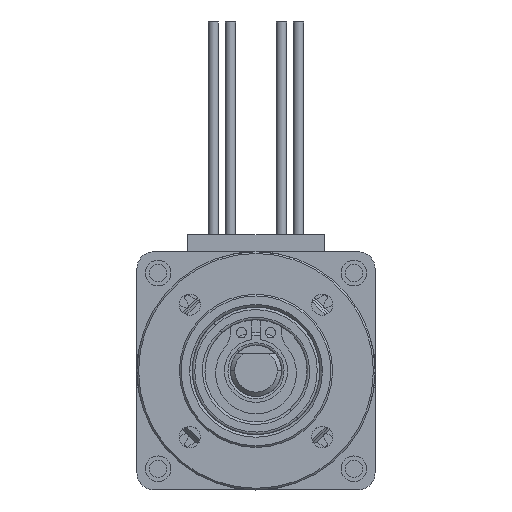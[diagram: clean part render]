
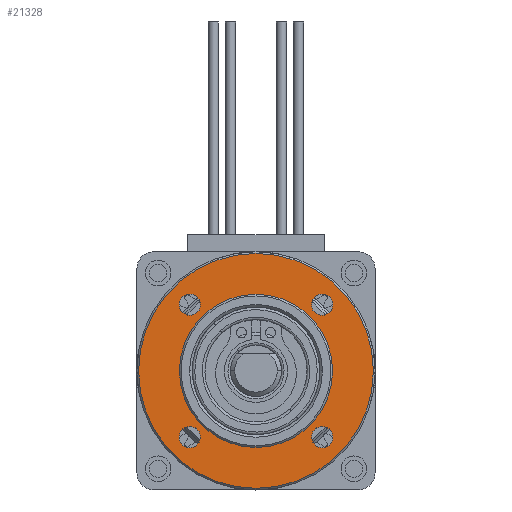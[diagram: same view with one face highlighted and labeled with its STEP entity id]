
A CAD part, front view. The second image highlights one B-rep face of the part: STEP entity #21328.
In plain terms, the highlighted face is planar.
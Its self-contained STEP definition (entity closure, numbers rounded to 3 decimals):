
#68 = CARTESIAN_POINT ( 'NONE',  ( -9.028, -7.778, 1.5 ) ) ;
#281 = VERTEX_POINT ( 'NONE', #1528 ) ;
#690 = CARTESIAN_POINT ( 'NONE',  ( 0., 0., 1.5 ) ) ;
#785 = AXIS2_PLACEMENT_3D ( 'NONE', #17445, #10072, #27223 ) ;
#1170 = DIRECTION ( 'NONE',  ( 1., 0., 0. ) ) ;
#1294 = CARTESIAN_POINT ( 'NONE',  ( 0., 0., 1.5 ) ) ;
#1528 = CARTESIAN_POINT ( 'NONE',  ( 9.028, 7.778, 1.5 ) ) ;
#1737 = ORIENTED_EDGE ( 'NONE', *, *, #26429, .F. ) ;
#1855 = CIRCLE ( 'NONE', #9511, 1.25 ) ;
#1873 = EDGE_CURVE ( 'NONE', #281, #30998, #27452, .T. ) ;
#1889 = DIRECTION ( 'NONE',  ( 0., 0., 1. ) ) ;
#2005 = EDGE_CURVE ( 'NONE', #30654, #12988, #1855, .T. ) ;
#2826 = CIRCLE ( 'NONE', #785, 1.25 ) ;
#2831 = AXIS2_PLACEMENT_3D ( 'NONE', #1294, #25790, #4020 ) ;
#3000 = CARTESIAN_POINT ( 'NONE',  ( -7.778, -7.778, 1.5 ) ) ;
#3055 = DIRECTION ( 'NONE',  ( 1., 0., 0. ) ) ;
#3750 = AXIS2_PLACEMENT_3D ( 'NONE', #18708, #25607, #13891 ) ;
#4020 = DIRECTION ( 'NONE',  ( 1., 0., 0. ) ) ;
#4319 = ORIENTED_EDGE ( 'NONE', *, *, #22960, .T. ) ;
#5014 = EDGE_CURVE ( 'NONE', #5316, #17690, #2826, .T. ) ;
#5277 = CARTESIAN_POINT ( 'NONE',  ( -13.8, 0., 1.5 ) ) ;
#5316 = VERTEX_POINT ( 'NONE', #12396 ) ;
#5350 = EDGE_LOOP ( 'NONE', ( #21558, #1737 ) ) ;
#5820 = CARTESIAN_POINT ( 'NONE',  ( 6.528, -7.778, 1.5 ) ) ;
#6024 = CARTESIAN_POINT ( 'NONE',  ( 7.778, -7.778, 1.5 ) ) ;
#6178 = DIRECTION ( 'NONE',  ( 0., 0., 1. ) ) ;
#6408 = EDGE_LOOP ( 'NONE', ( #8529, #30504 ) ) ;
#6590 = VERTEX_POINT ( 'NONE', #5277 ) ;
#6657 = DIRECTION ( 'NONE',  ( 0., 0., 1. ) ) ;
#6812 = AXIS2_PLACEMENT_3D ( 'NONE', #7684, #22257, #3055 ) ;
#7567 = DIRECTION ( 'NONE',  ( 0., 0., 1. ) ) ;
#7684 = CARTESIAN_POINT ( 'NONE',  ( 0., 0., 1.5 ) ) ;
#7757 = DIRECTION ( 'NONE',  ( 0., 0., 1. ) ) ;
#7762 = AXIS2_PLACEMENT_3D ( 'NONE', #13792, #23564, #1170 ) ;
#7907 = CIRCLE ( 'NONE', #23249, 1.25 ) ;
#8060 = CARTESIAN_POINT ( 'NONE',  ( 7.778, 7.778, 1.5 ) ) ;
#8423 = EDGE_CURVE ( 'NONE', #17690, #5316, #21569, .T. ) ;
#8529 = ORIENTED_EDGE ( 'NONE', *, *, #8423, .F. ) ;
#9344 = AXIS2_PLACEMENT_3D ( 'NONE', #29531, #7567, #22300 ) ;
#9507 = ORIENTED_EDGE ( 'NONE', *, *, #26841, .F. ) ;
#9511 = AXIS2_PLACEMENT_3D ( 'NONE', #3000, #20286, #10342 ) ;
#9997 = FACE_BOUND ( 'NONE', #13659, .T. ) ;
#10072 = DIRECTION ( 'NONE',  ( 0., 0., 1. ) ) ;
#10342 = DIRECTION ( 'NONE',  ( 1., 0., 0. ) ) ;
#10411 = AXIS2_PLACEMENT_3D ( 'NONE', #24436, #7757, #22014 ) ;
#10716 = EDGE_CURVE ( 'NONE', #12942, #13977, #21489, .T. ) ;
#10735 = CARTESIAN_POINT ( 'NONE',  ( 6.528, 7.778, 1.5 ) ) ;
#10986 = AXIS2_PLACEMENT_3D ( 'NONE', #18843, #6657, #14023 ) ;
#11637 = VERTEX_POINT ( 'NONE', #5820 ) ;
#11642 = DIRECTION ( 'NONE',  ( 1., 0., 0. ) ) ;
#11795 = CARTESIAN_POINT ( 'NONE',  ( 7.778, 7.778, 1.5 ) ) ;
#12396 = CARTESIAN_POINT ( 'NONE',  ( -9.028, 7.778, 1.5 ) ) ;
#12623 = ORIENTED_EDGE ( 'NONE', *, *, #10716, .F. ) ;
#12752 = VERTEX_POINT ( 'NONE', #24316 ) ;
#12909 = ORIENTED_EDGE ( 'NONE', *, *, #1873, .F. ) ;
#12942 = VERTEX_POINT ( 'NONE', #15647 ) ;
#12988 = VERTEX_POINT ( 'NONE', #68 ) ;
#13659 = EDGE_LOOP ( 'NONE', ( #22762, #21576 ) ) ;
#13761 = EDGE_CURVE ( 'NONE', #12752, #6590, #29780, .T. ) ;
#13792 = CARTESIAN_POINT ( 'NONE',  ( -7.778, 7.778, 1.5 ) ) ;
#13891 = DIRECTION ( 'NONE',  ( 1., 0., 0. ) ) ;
#13977 = VERTEX_POINT ( 'NONE', #14232 ) ;
#14023 = DIRECTION ( 'NONE',  ( 1., 0., 0. ) ) ;
#14232 = CARTESIAN_POINT ( 'NONE',  ( 9., 0., 1.5 ) ) ;
#14660 = PLANE ( 'NONE',  #10411 ) ;
#14696 = AXIS2_PLACEMENT_3D ( 'NONE', #8060, #20549, #20245 ) ;
#14861 = AXIS2_PLACEMENT_3D ( 'NONE', #690, #29989, #27588 ) ;
#14885 = EDGE_CURVE ( 'NONE', #12988, #30654, #27275, .T. ) ;
#15140 = FACE_BOUND ( 'NONE', #6408, .T. ) ;
#15158 = AXIS2_PLACEMENT_3D ( 'NONE', #11795, #1889, #11642 ) ;
#15182 = CARTESIAN_POINT ( 'NONE',  ( -6.528, 7.778, 1.5 ) ) ;
#15647 = CARTESIAN_POINT ( 'NONE',  ( -9., 0., 1.5 ) ) ;
#15798 = DIRECTION ( 'NONE',  ( 1., 0., 0. ) ) ;
#16631 = CIRCLE ( 'NONE', #2831, 13.8 ) ;
#17221 = FACE_BOUND ( 'NONE', #31294, .T. ) ;
#17445 = CARTESIAN_POINT ( 'NONE',  ( -7.778, 7.778, 1.5 ) ) ;
#17690 = VERTEX_POINT ( 'NONE', #15182 ) ;
#18708 = CARTESIAN_POINT ( 'NONE',  ( -7.778, -7.778, 1.5 ) ) ;
#18843 = CARTESIAN_POINT ( 'NONE',  ( 0., 0., 1.5 ) ) ;
#20197 = VERTEX_POINT ( 'NONE', #25230 ) ;
#20245 = DIRECTION ( 'NONE',  ( 1., 0., 0. ) ) ;
#20286 = DIRECTION ( 'NONE',  ( 0., 0., 1. ) ) ;
#20549 = DIRECTION ( 'NONE',  ( 0., 0., 1. ) ) ;
#20554 = EDGE_CURVE ( 'NONE', #20197, #11637, #28319, .T. ) ;
#21159 = ORIENTED_EDGE ( 'NONE', *, *, #13761, .T. ) ;
#21328 = ADVANCED_FACE ( 'NONE', ( #15140, #9997, #21865, #29099, #27158, #17221 ), #14660, .T. ) ;
#21489 = CIRCLE ( 'NONE', #14861, 9. ) ;
#21558 = ORIENTED_EDGE ( 'NONE', *, *, #20554, .F. ) ;
#21569 = CIRCLE ( 'NONE', #7762, 1.25 ) ;
#21576 = ORIENTED_EDGE ( 'NONE', *, *, #14885, .F. ) ;
#21865 = FACE_BOUND ( 'NONE', #5350, .T. ) ;
#22014 = DIRECTION ( 'NONE',  ( 1., 0., 0. ) ) ;
#22257 = DIRECTION ( 'NONE',  ( 0., 0., 1. ) ) ;
#22300 = DIRECTION ( 'NONE',  ( 1., 0., 0. ) ) ;
#22762 = ORIENTED_EDGE ( 'NONE', *, *, #2005, .F. ) ;
#22960 = EDGE_CURVE ( 'NONE', #6590, #12752, #16631, .T. ) ;
#23249 = AXIS2_PLACEMENT_3D ( 'NONE', #6024, #6178, #15798 ) ;
#23531 = EDGE_LOOP ( 'NONE', ( #12909, #28055 ) ) ;
#23564 = DIRECTION ( 'NONE',  ( 0., 0., 1. ) ) ;
#24316 = CARTESIAN_POINT ( 'NONE',  ( 13.8, 0., 1.5 ) ) ;
#24421 = CIRCLE ( 'NONE', #14696, 1.25 ) ;
#24436 = CARTESIAN_POINT ( 'NONE',  ( 0., 0., 1.5 ) ) ;
#25230 = CARTESIAN_POINT ( 'NONE',  ( 9.028, -7.778, 1.5 ) ) ;
#25607 = DIRECTION ( 'NONE',  ( 0., 0., 1. ) ) ;
#25790 = DIRECTION ( 'NONE',  ( 0., 0., 1. ) ) ;
#25844 = CIRCLE ( 'NONE', #10986, 9. ) ;
#26429 = EDGE_CURVE ( 'NONE', #11637, #20197, #7907, .T. ) ;
#26841 = EDGE_CURVE ( 'NONE', #13977, #12942, #25844, .T. ) ;
#27158 = FACE_OUTER_BOUND ( 'NONE', #28595, .T. ) ;
#27223 = DIRECTION ( 'NONE',  ( 1., 0., 0. ) ) ;
#27275 = CIRCLE ( 'NONE', #3750, 1.25 ) ;
#27452 = CIRCLE ( 'NONE', #15158, 1.25 ) ;
#27588 = DIRECTION ( 'NONE',  ( 1., 0., 0. ) ) ;
#28055 = ORIENTED_EDGE ( 'NONE', *, *, #29027, .F. ) ;
#28319 = CIRCLE ( 'NONE', #9344, 1.25 ) ;
#28595 = EDGE_LOOP ( 'NONE', ( #4319, #21159 ) ) ;
#28728 = CARTESIAN_POINT ( 'NONE',  ( -6.528, -7.778, 1.5 ) ) ;
#29027 = EDGE_CURVE ( 'NONE', #30998, #281, #24421, .T. ) ;
#29099 = FACE_BOUND ( 'NONE', #23531, .T. ) ;
#29531 = CARTESIAN_POINT ( 'NONE',  ( 7.778, -7.778, 1.5 ) ) ;
#29780 = CIRCLE ( 'NONE', #6812, 13.8 ) ;
#29989 = DIRECTION ( 'NONE',  ( 0., 0., 1. ) ) ;
#30504 = ORIENTED_EDGE ( 'NONE', *, *, #5014, .F. ) ;
#30654 = VERTEX_POINT ( 'NONE', #28728 ) ;
#30998 = VERTEX_POINT ( 'NONE', #10735 ) ;
#31294 = EDGE_LOOP ( 'NONE', ( #12623, #9507 ) ) ;
